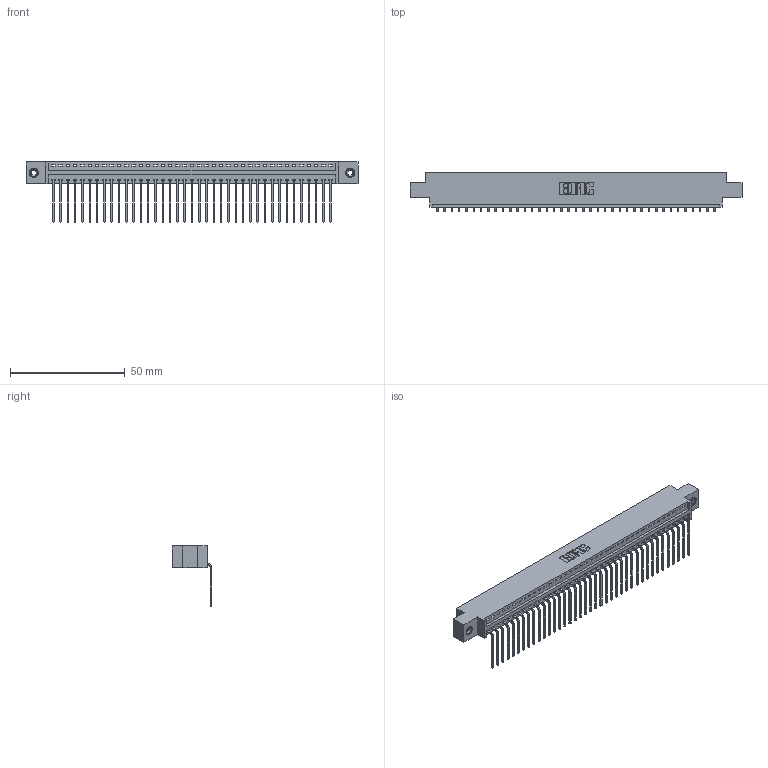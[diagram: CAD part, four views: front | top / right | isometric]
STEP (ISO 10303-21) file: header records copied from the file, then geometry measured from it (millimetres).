
FILE_DESCRIPTION (( 'STEP AP203' ), '1' );
FILE_NAME ('396-039-559-608.STEP', '2019-10-31T22:41:27', ( '' ), ( '' ), 'SwSTEP 2.0', 'SolidWorks 2016', '' );
FILE_SCHEMA (( 'CONFIG_CONTROL_DESIGN' ));
Length unit declared in the file: inch
Products named in the file (4): 345-292-001_558 559 Tail - 1; 345-250-001_345-250-003-102; 396-039-559-608; 346 Part_0.170 Offset - 0.156 Dia-TI
Assembly tree (42 placements, depth 2):
  396-039-559-608
    346 Part_0.170 Offset - 0.156 Dia-TI
    345-292-001_558 559 Tail - 1  x39
    345-250-001_345-250-003-102  x2
Bounding box: 144.4 x 17.08 x 26.16 mm (x, y, z)
Volume: 13770.3 mm3; surface area: 18136.1 mm2
Topology: 42 solids, 42 shells, 2526 faces, 7575 edges, 4990 vertices
Faces by surface type: plane 1750, cylinder 760, cone 12, torus 4
Entity records: 26010 total; most frequent: CARTESIAN_POINT 4444, ORIENTED_EDGE 4410, DIRECTION 3949, EDGE_CURVE 2205, VECTOR 1897, LINE 1897, VERTEX_POINT 1464, AXIS2_PLACEMENT_3D 1026
